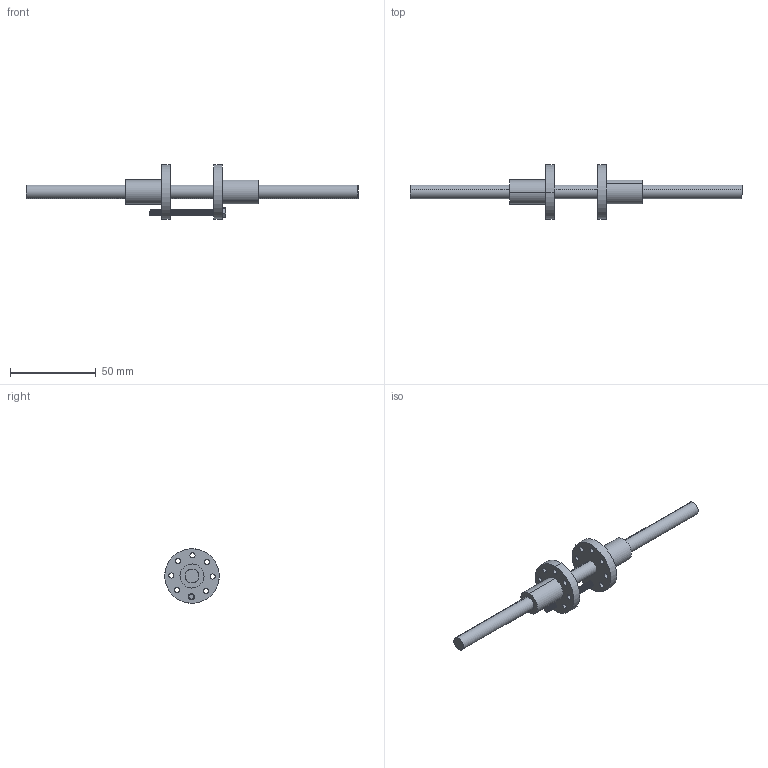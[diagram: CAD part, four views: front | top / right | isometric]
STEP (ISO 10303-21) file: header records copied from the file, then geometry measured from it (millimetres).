
FILE_DESCRIPTION (( 'STEP AP203' ), '1' );
FILE_NAME ('kickrodsmall.STEP', '2020-02-27T16:56:10', ( '' ), ( '' ), 'SwSTEP 2.0', 'SolidWorks 2019', '' );
FILE_SCHEMA (( 'CONFIG_CONTROL_DESIGN' ));
Length unit declared in the file: millimetre
Products named in the file (10): CCoupling.STEP; kickrodsmall.STEP; Bolt 3mm dia.STEP; coupling.STEP; pin for bearing.STEP; kickrodsmall
Assembly tree (5 placements, depth 3):
  CCoupling.STEP
  Bolt 3mm dia.STEP
  coupling.STEP
  pin for bearing.STEP
  kickrodsmall
    kickrodsmall.STEP
      coupling.STEP
      pin for bearing.STEP
      Bolt 3mm dia.STEP
      CCoupling.STEP
Bounding box: 193.4 x 31.74 x 31.74 mm (x, y, z)
Volume: 21809 mm3; surface area: 13320.2 mm2
Topology: 4 solids, 4 shells, 285 faces, 802 edges, 530 vertices
Faces by surface type: cylinder 259, plane 21, bspline 3, cone 2
Entity records: 22873 total; most frequent: CARTESIAN_POINT 15707, ORIENTED_EDGE 1604, DIRECTION 1055, EDGE_CURVE 802, VERTEX_POINT 530, AXIS2_PLACEMENT_3D 391, EDGE_LOOP 322, ADVANCED_FACE 285
